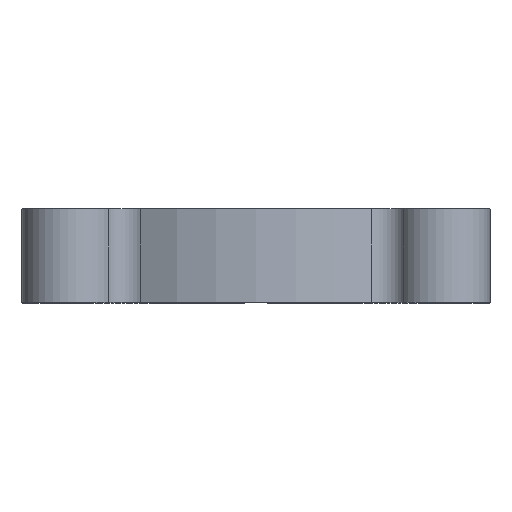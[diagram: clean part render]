
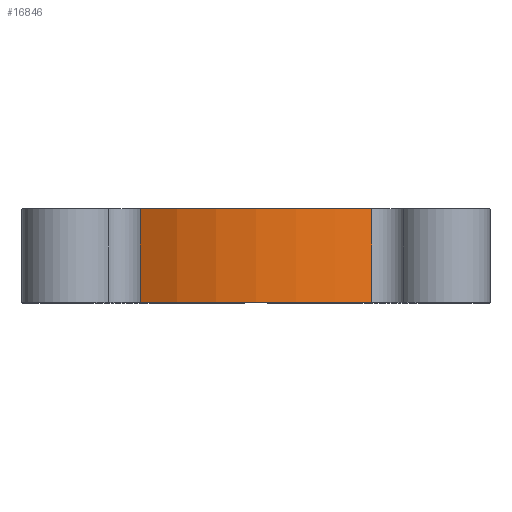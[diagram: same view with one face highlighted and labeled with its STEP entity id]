
A CAD part, top view. The second image highlights one B-rep face of the part: STEP entity #16846.
In plain terms, the highlighted cylindrical face has radius 20 mm (diameter 40 mm), a partial arc.
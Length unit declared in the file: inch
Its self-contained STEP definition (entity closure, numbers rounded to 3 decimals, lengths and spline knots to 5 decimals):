
#265 = AXIS2_PLACEMENT_3D ( 'NONE', #28496, #17148, #12941 ) ;
#562 = EDGE_CURVE ( 'NONE', #19984, #16405, #3336, .T. ) ;
#2851 = CYLINDRICAL_SURFACE ( 'NONE', #265, 0.7874 ) ;
#3328 = AXIS2_PLACEMENT_3D ( 'NONE', #15310, #8664, #17578 ) ;
#3336 = LINE ( 'NONE', #12745, #10665 ) ;
#4987 = CARTESIAN_POINT ( 'NONE',  ( -0.38929, 0.31496, 0.68443 ) ) ;
#5687 = ORIENTED_EDGE ( 'NONE', *, *, #28794, .T. ) ;
#6188 = CARTESIAN_POINT ( 'NONE',  ( 0.38929, 0.31496, 0.68443 ) ) ;
#7652 = ORIENTED_EDGE ( 'NONE', *, *, #8355, .T. ) ;
#8355 = EDGE_CURVE ( 'NONE', #16405, #26933, #11188, .T. ) ;
#8664 = DIRECTION ( 'NONE',  ( 0., 1., 0. ) ) ;
#9294 = ORIENTED_EDGE ( 'NONE', *, *, #16873, .F. ) ;
#10665 = VECTOR ( 'NONE', #19415, 39.37008 ) ;
#11188 = CIRCLE ( 'NONE', #3328, 0.7874 ) ;
#12745 = CARTESIAN_POINT ( 'NONE',  ( -0.38929, 0.31496, 0.68443 ) ) ;
#12941 = DIRECTION ( 'NONE',  ( 0., 0., -1. ) ) ;
#14741 = CARTESIAN_POINT ( 'NONE',  ( 0.38929, 0., 0.68443 ) ) ;
#15310 = CARTESIAN_POINT ( 'NONE',  ( 0., 0., 0. ) ) ;
#16249 = EDGE_LOOP ( 'NONE', ( #7652, #5687, #9294, #23701 ) ) ;
#16405 = VERTEX_POINT ( 'NONE', #24413 ) ;
#16846 = ADVANCED_FACE ( 'NONE', ( #21728 ), #2851, .T. ) ;
#16873 = EDGE_CURVE ( 'NONE', #19984, #17733, #26956, .T. ) ;
#17124 = AXIS2_PLACEMENT_3D ( 'NONE', #23985, #19705, #26436 ) ;
#17148 = DIRECTION ( 'NONE',  ( 0., -1., 0. ) ) ;
#17578 = DIRECTION ( 'NONE',  ( 0., 0., 1. ) ) ;
#17733 = VERTEX_POINT ( 'NONE', #6188 ) ;
#19415 = DIRECTION ( 'NONE',  ( 0., -1., 0. ) ) ;
#19705 = DIRECTION ( 'NONE',  ( 0., 1., 0. ) ) ;
#19984 = VERTEX_POINT ( 'NONE', #4987 ) ;
#20592 = VECTOR ( 'NONE', #28285, 39.37008 ) ;
#21174 = CARTESIAN_POINT ( 'NONE',  ( 0.38929, 0.31496, 0.68443 ) ) ;
#21728 = FACE_OUTER_BOUND ( 'NONE', #16249, .T. ) ;
#21982 = LINE ( 'NONE', #21174, #20592 ) ;
#23701 = ORIENTED_EDGE ( 'NONE', *, *, #562, .T. ) ;
#23985 = CARTESIAN_POINT ( 'NONE',  ( 0., 0.31496, 0. ) ) ;
#24413 = CARTESIAN_POINT ( 'NONE',  ( -0.38929, 0., 0.68443 ) ) ;
#26436 = DIRECTION ( 'NONE',  ( 0., 0., 1. ) ) ;
#26933 = VERTEX_POINT ( 'NONE', #14741 ) ;
#26956 = CIRCLE ( 'NONE', #17124, 0.7874 ) ;
#28285 = DIRECTION ( 'NONE',  ( 0., 1., 0. ) ) ;
#28496 = CARTESIAN_POINT ( 'NONE',  ( 0., 0.31496, 0. ) ) ;
#28794 = EDGE_CURVE ( 'NONE', #26933, #17733, #21982, .T. ) ;
